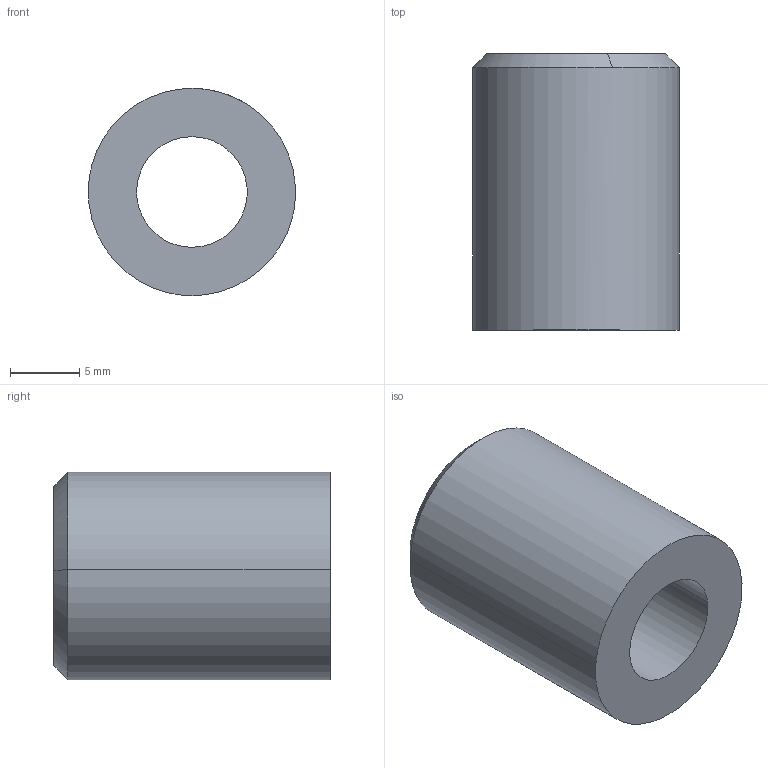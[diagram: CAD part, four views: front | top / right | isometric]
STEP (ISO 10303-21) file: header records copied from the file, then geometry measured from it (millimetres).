
FILE_DESCRIPTION((''),'2;1');
FILE_NAME('','2005-12-14T16:28:31',(''),(''),'','CADfix','');
FILE_SCHEMA(('AUTOMOTIVE_DESIGN'));
Length unit declared in the file: millimetre
Products named in the file (1): boss
Bounding box: 14.98 x 20 x 15 mm (x, y, z)
Volume: 2510.2 mm3; surface area: 1665 mm2
Topology: 1 solids, 1 shells, 10 faces, 35 edges, 27 vertices
Faces by surface type: bspline 10
Entity records: 451 total; most frequent: CARTESIAN_POINT 253, ORIENTED_EDGE 70, EDGE_CURVE 35, VERTEX_POINT 27, EDGE_LOOP 12, FACE_OUTER_BOUND 10, ADVANCED_FACE 10, QUASI_UNIFORM_CURVE 8
